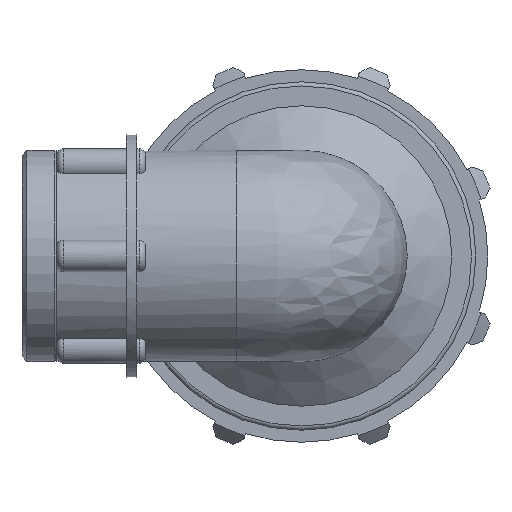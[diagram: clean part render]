
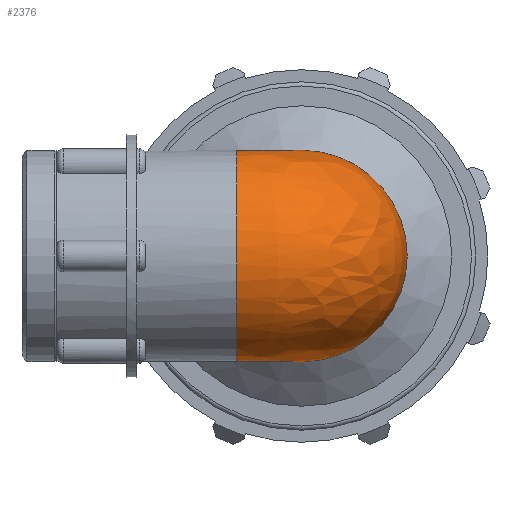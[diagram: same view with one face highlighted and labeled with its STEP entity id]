
A CAD part, left-side view. The second image highlights one B-rep face of the part: STEP entity #2376.
In plain terms, the highlighted free-form (B-spline) face has degree [2, 2] with [7, 3] control points.
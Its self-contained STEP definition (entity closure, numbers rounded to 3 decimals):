
#63=(
BOUNDED_SURFACE()
B_SPLINE_SURFACE(2,2,((#4127,#4128,#4129),(#4130,#4131,#4132),(#4133,#4134,
#4135),(#4136,#4137,#4138),(#4139,#4140,#4141),(#4142,#4143,#4144),(#4145,
#4146,#4147)),.UNSPECIFIED.,.F.,.F.,.F.)
B_SPLINE_SURFACE_WITH_KNOTS((3,2,2,3),(3,3),(-2.234,-0.745,
0.745,2.234),(-3.142,-1.571),
 .UNSPECIFIED.)
GEOMETRIC_REPRESENTATION_ITEM()
RATIONAL_B_SPLINE_SURFACE(((1.,0.707,1.),(0.735,
0.52,0.735),(1.,0.707,1.),(0.735,
0.52,0.735),(1.,0.707,1.),(0.735,
0.52,0.735),(1.,0.707,1.)))
REPRESENTATION_ITEM('')
SURFACE()
);
#495=FACE_OUTER_BOUND('',#635,.T.);
#635=EDGE_LOOP('',(#1751,#1752));
#821=CIRCLE('',#2577,25.319);
#836=CIRCLE('',#2602,25.319);
#1019=VERTEX_POINT('',#3998);
#1020=VERTEX_POINT('',#4000);
#1281=EDGE_CURVE('',#1020,#1019,#821,.T.);
#1297=EDGE_CURVE('',#1020,#1019,#836,.T.);
#1751=ORIENTED_EDGE('',*,*,#1281,.T.);
#1752=ORIENTED_EDGE('',*,*,#1297,.F.);
#2376=ADVANCED_FACE('',(#495),#63,.F.);
#2577=AXIS2_PLACEMENT_3D('',#4001,#3006,#3007);
#2602=AXIS2_PLACEMENT_3D('',#4026,#3056,#3057);
#3006=DIRECTION('center_axis',(0.,-1.,0.));
#3007=DIRECTION('ref_axis',(-1.,0.,0.));
#3056=DIRECTION('center_axis',(1.,0.,0.));
#3057=DIRECTION('ref_axis',(0.,-1.,0.));
#3998=CARTESIAN_POINT('',(15.581,15.581,-19.957));
#4000=CARTESIAN_POINT('',(15.581,15.581,19.957));
#4001=CARTESIAN_POINT('Origin',(0.,15.581,0.));
#4026=CARTESIAN_POINT('Origin',(15.581,0.,0.));
#4127=CARTESIAN_POINT('Ctrl Pts',(15.581,15.581,-19.957));
#4128=CARTESIAN_POINT('Ctrl Pts',(15.581,15.581,-19.957));
#4129=CARTESIAN_POINT('Ctrl Pts',(15.581,15.581,-19.957));
#4130=CARTESIAN_POINT('Ctrl Pts',(-2.809,15.581,-34.314));
#4131=CARTESIAN_POINT('Ctrl Pts',(-2.809,-2.809,-34.314));
#4132=CARTESIAN_POINT('Ctrl Pts',(15.581,-2.809,-34.314));
#4133=CARTESIAN_POINT('Ctrl Pts',(-18.619,15.581,-17.157));
#4134=CARTESIAN_POINT('Ctrl Pts',(-18.619,-18.619,-17.157));
#4135=CARTESIAN_POINT('Ctrl Pts',(15.581,-18.619,-17.157));
#4136=CARTESIAN_POINT('Ctrl Pts',(-34.429,15.581,0.));
#4137=CARTESIAN_POINT('Ctrl Pts',(-34.429,-34.429,0.));
#4138=CARTESIAN_POINT('Ctrl Pts',(15.581,-34.429,0.));
#4139=CARTESIAN_POINT('Ctrl Pts',(-18.619,15.581,17.157));
#4140=CARTESIAN_POINT('Ctrl Pts',(-18.619,-18.619,17.157));
#4141=CARTESIAN_POINT('Ctrl Pts',(15.581,-18.619,17.157));
#4142=CARTESIAN_POINT('Ctrl Pts',(-2.809,15.581,34.314));
#4143=CARTESIAN_POINT('Ctrl Pts',(-2.809,-2.809,34.314));
#4144=CARTESIAN_POINT('Ctrl Pts',(15.581,-2.809,34.314));
#4145=CARTESIAN_POINT('Ctrl Pts',(15.581,15.581,19.957));
#4146=CARTESIAN_POINT('Ctrl Pts',(15.581,15.581,19.957));
#4147=CARTESIAN_POINT('Ctrl Pts',(15.581,15.581,19.957));
